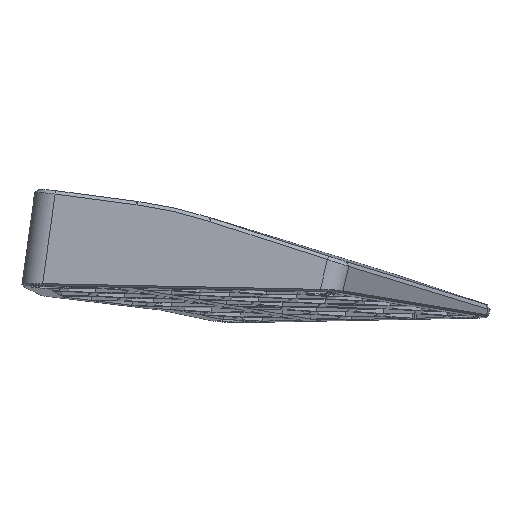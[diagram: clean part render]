
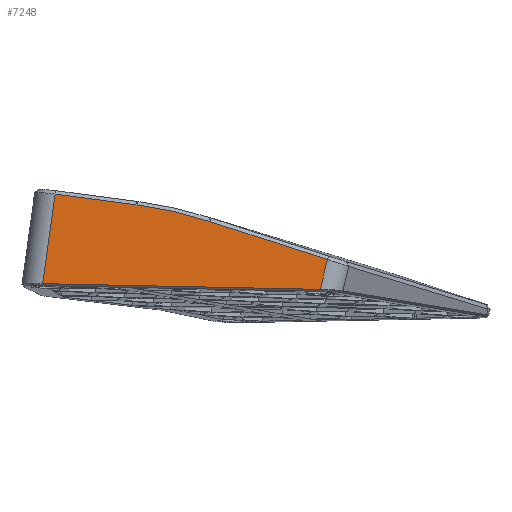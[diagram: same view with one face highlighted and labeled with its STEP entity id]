
A CAD part, top view. The second image highlights one B-rep face of the part: STEP entity #7248.
In plain terms, the highlighted planar face has unit normal (-0.077, 0.082, 0.994).
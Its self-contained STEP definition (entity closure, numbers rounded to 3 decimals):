
#244=PLANE('',#7669);
#606=FACE_OUTER_BOUND('',#1031,.T.);
#1031=EDGE_LOOP('',(#5166,#5167,#5168,#5169,#5170,#5171,#5172,#5173,#5174,
#5175));
#1514=B_SPLINE_CURVE_WITH_KNOTS('',3,(#10466,#10467,#10468,#10469),
 .UNSPECIFIED.,.F.,.F.,(4,4),(1.63,1.648),
 .UNSPECIFIED.);
#1528=B_SPLINE_CURVE_WITH_KNOTS('',3,(#10622,#10623,#10624,#10625),
 .UNSPECIFIED.,.F.,.F.,(4,4),(-0.921,-0.907),
 .UNSPECIFIED.);
#1529=B_SPLINE_CURVE_WITH_KNOTS('',3,(#10629,#10630,#10631,#10632),
 .UNSPECIFIED.,.F.,.F.,(4,4),(-0.103,-0.069),
 .UNSPECIFIED.);
#1530=B_SPLINE_CURVE_WITH_KNOTS('',3,(#10634,#10635,#10636,#10637),
 .UNSPECIFIED.,.F.,.F.,(4,4),(-1.57,-1.381),
 .UNSPECIFIED.);
#1531=B_SPLINE_CURVE_WITH_KNOTS('',3,(#10639,#10640,#10641,#10642),
 .UNSPECIFIED.,.F.,.F.,(4,4),(-1.573,-1.57),
 .UNSPECIFIED.);
#1578=LINE('',#10188,#2454);
#1597=LINE('',#10620,#2473);
#1598=LINE('',#10627,#2474);
#1599=LINE('',#10644,#2475);
#1600=LINE('',#10645,#2476);
#2454=VECTOR('',#8194,10.);
#2473=VECTOR('',#8221,10.);
#2474=VECTOR('',#8222,10.);
#2475=VECTOR('',#8223,10.);
#2476=VECTOR('',#8224,10.);
#3333=VERTEX_POINT('',#10181);
#3336=VERTEX_POINT('',#10186);
#3337=VERTEX_POINT('',#10209);
#3361=VERTEX_POINT('',#10619);
#3362=VERTEX_POINT('',#10621);
#3363=VERTEX_POINT('',#10626);
#3364=VERTEX_POINT('',#10628);
#3365=VERTEX_POINT('',#10633);
#3366=VERTEX_POINT('',#10638);
#3367=VERTEX_POINT('',#10643);
#4033=EDGE_CURVE('',#3336,#3333,#1578,.T.);
#4068=EDGE_CURVE('',#3337,#3336,#1514,.T.);
#4082=EDGE_CURVE('',#3337,#3361,#1597,.T.);
#4083=EDGE_CURVE('',#3362,#3361,#1528,.T.);
#4084=EDGE_CURVE('',#3363,#3362,#1598,.T.);
#4085=EDGE_CURVE('',#3364,#3363,#1529,.T.);
#4086=EDGE_CURVE('',#3365,#3364,#1530,.T.);
#4087=EDGE_CURVE('',#3366,#3365,#1531,.T.);
#4088=EDGE_CURVE('',#3367,#3366,#1599,.T.);
#4089=EDGE_CURVE('',#3367,#3333,#1600,.T.);
#5166=ORIENTED_EDGE('',*,*,#4033,.F.);
#5167=ORIENTED_EDGE('',*,*,#4068,.F.);
#5168=ORIENTED_EDGE('',*,*,#4082,.T.);
#5169=ORIENTED_EDGE('',*,*,#4083,.F.);
#5170=ORIENTED_EDGE('',*,*,#4084,.F.);
#5171=ORIENTED_EDGE('',*,*,#4085,.F.);
#5172=ORIENTED_EDGE('',*,*,#4086,.F.);
#5173=ORIENTED_EDGE('',*,*,#4087,.F.);
#5174=ORIENTED_EDGE('',*,*,#4088,.F.);
#5175=ORIENTED_EDGE('',*,*,#4089,.T.);
#7248=ADVANCED_FACE('',(#606),#244,.T.);
#7669=AXIS2_PLACEMENT_3D('',#10618,#8219,#8220);
#8194=DIRECTION('',(-0.997,0.021,-0.079));
#8219=DIRECTION('center_axis',(-0.077,0.082,0.994));
#8220=DIRECTION('ref_axis',(0.219,0.974,-0.063));
#8221=DIRECTION('',(0.233,0.97,-0.062));
#8222=DIRECTION('',(0.947,-0.306,0.098));
#8223=DIRECTION('',(0.988,-0.13,0.087));
#8224=DIRECTION('',(-0.137,-0.988,0.071));
#10181=CARTESIAN_POINT('',(-9.381,-15.082,-14.495));
#10186=CARTESIAN_POINT('',(65.063,-16.619,-8.613));
#10188=CARTESIAN_POINT('',(34.01,-15.978,-11.066));
#10209=CARTESIAN_POINT('',(65.169,-16.621,-8.604));
#10466=CARTESIAN_POINT('Ctrl Pts',(65.169,-16.621,-8.604));
#10467=CARTESIAN_POINT('Ctrl Pts',(65.134,-16.621,-8.607));
#10468=CARTESIAN_POINT('Ctrl Pts',(65.099,-16.62,-8.61));
#10469=CARTESIAN_POINT('Ctrl Pts',(65.063,-16.619,-8.613));
#10618=CARTESIAN_POINT('Origin',(28.864,-9.972,-11.958));
#10619=CARTESIAN_POINT('',(67.093,-8.616,-9.113));
#10620=CARTESIAN_POINT('',(65.318,-16.003,-8.644));
#10621=CARTESIAN_POINT('',(67.014,-8.591,-9.122));
#10622=CARTESIAN_POINT('Ctrl Pts',(67.014,-8.591,-9.122));
#10623=CARTESIAN_POINT('Ctrl Pts',(67.04,-8.599,-9.119));
#10624=CARTESIAN_POINT('Ctrl Pts',(67.066,-8.608,-9.116));
#10625=CARTESIAN_POINT('Ctrl Pts',(67.093,-8.616,-9.113));
#10626=CARTESIAN_POINT('',(35.527,1.596,-12.394));
#10627=CARTESIAN_POINT('',(36.177,1.386,-12.326));
#10628=CARTESIAN_POINT('',(35.199,1.702,-12.428));
#10629=CARTESIAN_POINT('Ctrl Pts',(35.199,1.702,-12.428));
#10630=CARTESIAN_POINT('Ctrl Pts',(35.308,1.667,-12.416));
#10631=CARTESIAN_POINT('Ctrl Pts',(35.418,1.632,-12.405));
#10632=CARTESIAN_POINT('Ctrl Pts',(35.527,1.596,-12.394));
#10633=CARTESIAN_POINT('',(15.991,6.067,-14.271));
#10634=CARTESIAN_POINT('Ctrl Pts',(15.991,6.067,-14.271));
#10635=CARTESIAN_POINT('Ctrl Pts',(22.515,5.186,-13.695));
#10636=CARTESIAN_POINT('Ctrl Pts',(28.956,3.722,-13.076));
#10637=CARTESIAN_POINT('Ctrl Pts',(35.199,1.702,-12.428));
#10638=CARTESIAN_POINT('',(15.647,6.113,-14.302));
#10639=CARTESIAN_POINT('Ctrl Pts',(15.647,6.113,-14.302));
#10640=CARTESIAN_POINT('Ctrl Pts',(15.762,6.098,-14.292));
#10641=CARTESIAN_POINT('Ctrl Pts',(15.877,6.083,-14.282));
#10642=CARTESIAN_POINT('Ctrl Pts',(15.991,6.067,-14.271));
#10643=CARTESIAN_POINT('',(-6.057,8.976,-16.215));
#10644=CARTESIAN_POINT('',(39.11,3.019,-12.233));
#10645=CARTESIAN_POINT('',(-7.907,-4.41,-15.258));
